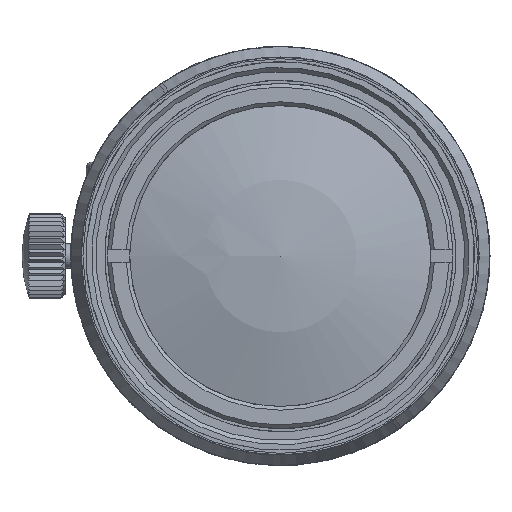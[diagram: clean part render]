
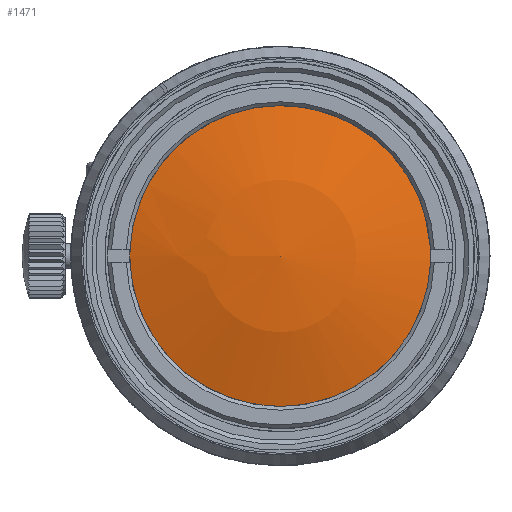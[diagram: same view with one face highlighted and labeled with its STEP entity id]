
A CAD part, left-side view. The second image highlights one B-rep face of the part: STEP entity #1471.
In plain terms, the highlighted spherical face has radius 40.05 mm.
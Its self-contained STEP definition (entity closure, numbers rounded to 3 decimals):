
#122=SPHERICAL_SURFACE('',#13174,40.05);
#911=FACE_OUTER_BOUND('',#4344,.T.);
#1471=ADVANCED_FACE('',(#911),#122,.T.);
#4344=EDGE_LOOP('',(#7909));
#7909=ORIENTED_EDGE('',*,*,#11284,.T.);
#9466=VERTEX_POINT('',#23977);
#11284=EDGE_CURVE('',#9466,#9466,#12239,.T.);
#12239=B_SPLINE_CURVE_WITH_KNOTS('',3,(#23959,#23960,#23961,#23962,#23963,
#23964,#23965,#23966,#23967,#23968,#23969,#23970,#23971,#23972,#23973,#23974,
#23975,#23976),.UNSPECIFIED.,.T.,.F.,(2,2,2,2,2,2,2,2,2,2,2),(-0.125,0.,
0.125,0.25,0.375,0.5,0.625,0.75,0.875,1.,1.125),.UNSPECIFIED.);
#13174=AXIS2_PLACEMENT_3D('',#23979,#15573,#15574);
#15573=DIRECTION('',(1.,0.,0.));
#15574=DIRECTION('',(0.,1.,0.));
#23959=CARTESIAN_POINT('',(-57.033,12.2,3.194));
#23960=CARTESIAN_POINT('',(-57.033,12.2,-3.194));
#23961=CARTESIAN_POINT('',(-57.033,10.885,-6.368));
#23962=CARTESIAN_POINT('',(-57.033,6.368,-10.885));
#23963=CARTESIAN_POINT('',(-57.033,3.194,-12.2));
#23964=CARTESIAN_POINT('',(-57.033,-3.194,-12.2));
#23965=CARTESIAN_POINT('',(-57.033,-6.368,-10.885));
#23966=CARTESIAN_POINT('',(-57.033,-10.885,-6.368));
#23967=CARTESIAN_POINT('',(-57.033,-12.2,-3.194));
#23968=CARTESIAN_POINT('',(-57.033,-12.2,3.194));
#23969=CARTESIAN_POINT('',(-57.033,-10.885,6.368));
#23970=CARTESIAN_POINT('',(-57.033,-6.368,10.885));
#23971=CARTESIAN_POINT('',(-57.033,-3.194,12.2));
#23972=CARTESIAN_POINT('',(-57.033,3.194,12.2));
#23973=CARTESIAN_POINT('',(-57.033,6.368,10.885));
#23974=CARTESIAN_POINT('',(-57.033,10.885,6.368));
#23975=CARTESIAN_POINT('',(-57.033,12.2,3.194));
#23976=CARTESIAN_POINT('',(-57.033,12.2,-3.194));
#23977=CARTESIAN_POINT('',(-57.033,12.2,0.));
#23979=CARTESIAN_POINT('',(-18.887,0.,0.));
